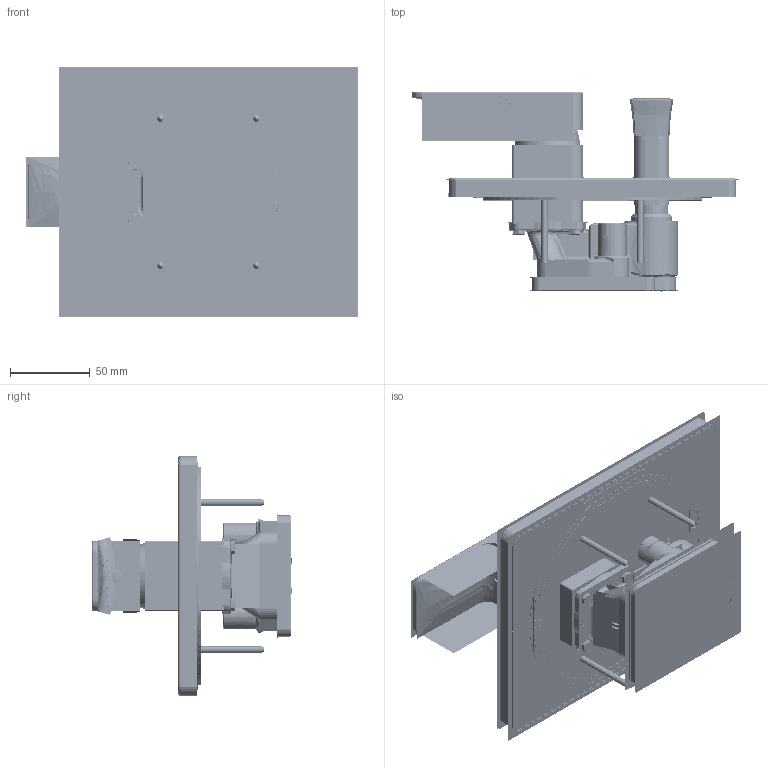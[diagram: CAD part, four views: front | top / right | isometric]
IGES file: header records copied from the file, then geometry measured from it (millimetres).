
Start section:  PTC IGES file: FFAS1321-608500BC0.igs
Global section: file name: FFAS1321-608500BC0.igs; native system: Creo Parametric by PTC Inc.; preprocessor: 2015200; author: 10114211; organization: Unknown; date: 20180813.103449; units: millimetre
Bounding box: 207.7 x 125.38 x 156 mm (x, y, z)
Volume: 398934.8 mm3; surface area: 2318341.8 mm2
Topology: 62 solids, 96 shells, 8462 faces, 43537 edges, 55513 vertices
Faces by surface type: bspline 4590, revolution 3872
